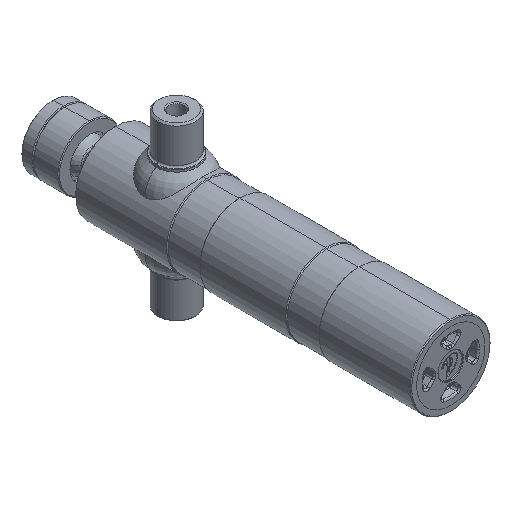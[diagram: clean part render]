
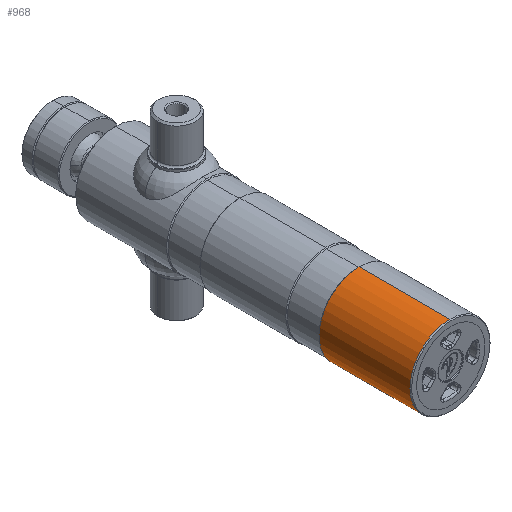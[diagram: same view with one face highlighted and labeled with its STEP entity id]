
A CAD part, isometric view. The second image highlights one B-rep face of the part: STEP entity #968.
In plain terms, the highlighted cylindrical face has radius 48 mm (diameter 96 mm), a partial arc.
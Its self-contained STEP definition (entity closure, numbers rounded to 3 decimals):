
#283 = DIRECTION ( 'NONE',  ( 0., 0., -1. ) ) ;
#284 = DIRECTION ( 'NONE',  ( 0., 0., -1. ) ) ;
#968 = ADVANCED_FACE ( 'NONE', ( #4625 ), #6448, .T. ) ;
#1175 = DIRECTION ( 'NONE',  ( 0., 0., -1. ) ) ;
#1403 = EDGE_CURVE ( 'NONE', #8995, #3193, #8074, .T. ) ;
#1563 = ORIENTED_EDGE ( 'NONE', *, *, #8436, .F. ) ;
#1821 = CIRCLE ( 'NONE', #3992, 48. ) ;
#2256 = VERTEX_POINT ( 'NONE', #5495 ) ;
#3193 = VERTEX_POINT ( 'NONE', #7569 ) ;
#3223 = CARTESIAN_POINT ( 'NONE',  ( 0., -39.431, 48. ) ) ;
#3300 = EDGE_LOOP ( 'NONE', ( #6134, #7571, #7801, #1563 ) ) ;
#3427 = CARTESIAN_POINT ( 'NONE',  ( 0., 8.089, 48. ) ) ;
#3824 = VECTOR ( 'NONE', #8514, 1000. ) ;
#3992 = AXIS2_PLACEMENT_3D ( 'NONE', #9334, #4810, #284 ) ;
#4225 = DIRECTION ( 'NONE',  ( 0., -1., 0. ) ) ;
#4625 = FACE_OUTER_BOUND ( 'NONE', #3300, .T. ) ;
#4805 = DIRECTION ( 'NONE',  ( 0., -1., 0. ) ) ;
#4810 = DIRECTION ( 'NONE',  ( 0., -1., 0. ) ) ;
#4883 = AXIS2_PLACEMENT_3D ( 'NONE', #9504, #4225, #1175 ) ;
#5495 = CARTESIAN_POINT ( 'NONE',  ( 0., 8.089, -48. ) ) ;
#5601 = EDGE_CURVE ( 'NONE', #3193, #2256, #5635, .T. ) ;
#5635 = LINE ( 'NONE', #8136, #9162 ) ;
#5667 = CARTESIAN_POINT ( 'NONE',  ( 0., 117.089, 48. ) ) ;
#6134 = ORIENTED_EDGE ( 'NONE', *, *, #9784, .F. ) ;
#6448 = CYLINDRICAL_SURFACE ( 'NONE', #4883, 48. ) ;
#7569 = CARTESIAN_POINT ( 'NONE',  ( 0., 117.089, -48. ) ) ;
#7571 = ORIENTED_EDGE ( 'NONE', *, *, #1403, .T. ) ;
#7730 = AXIS2_PLACEMENT_3D ( 'NONE', #9331, #4805, #283 ) ;
#7801 = ORIENTED_EDGE ( 'NONE', *, *, #5601, .T. ) ;
#7821 = VERTEX_POINT ( 'NONE', #3427 ) ;
#8074 = CIRCLE ( 'NONE', #7730, 48. ) ;
#8136 = CARTESIAN_POINT ( 'NONE',  ( 0., -39.431, -48. ) ) ;
#8436 = EDGE_CURVE ( 'NONE', #7821, #2256, #1821, .T. ) ;
#8514 = DIRECTION ( 'NONE',  ( 0., -1., 0. ) ) ;
#8900 = DIRECTION ( 'NONE',  ( 0., -1., 0. ) ) ;
#8995 = VERTEX_POINT ( 'NONE', #5667 ) ;
#9162 = VECTOR ( 'NONE', #8900, 1000. ) ;
#9331 = CARTESIAN_POINT ( 'NONE',  ( 0., 117.089, 0. ) ) ;
#9334 = CARTESIAN_POINT ( 'NONE',  ( 0., 8.089, 0. ) ) ;
#9504 = CARTESIAN_POINT ( 'NONE',  ( 0., -39.431, 0. ) ) ;
#9644 = LINE ( 'NONE', #3223, #3824 ) ;
#9784 = EDGE_CURVE ( 'NONE', #8995, #7821, #9644, .T. ) ;
